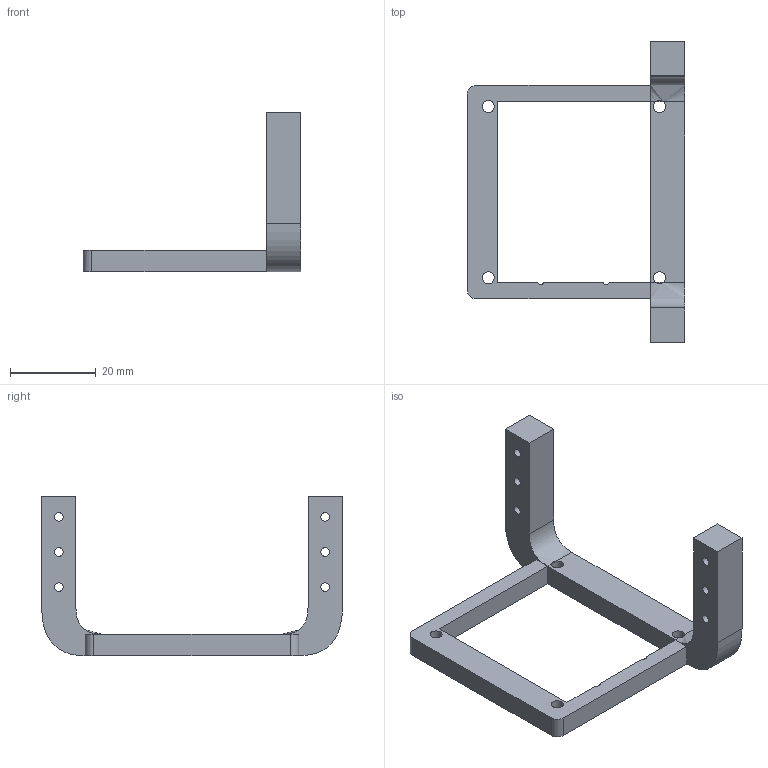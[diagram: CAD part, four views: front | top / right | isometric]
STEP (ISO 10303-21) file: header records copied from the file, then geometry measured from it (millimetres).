
FILE_DESCRIPTION(/* description */ (''),/* implementation_level */ '2;1');
FILE_NAME(/* name */ '30_Cube_LED_Array_v0.ipt.step',/* time_stamp */ '2022-11-29T08:17:24+01:00',/* author */ ('diederichbenedict'),/* organization */ (''),/* preprocessor_version */ 'ST-DEVELOPER v18.1',/* originating_system */ 'Autodesk Inventor 2022',/* authorisation */ '');
FILE_SCHEMA (('AUTOMOTIVE_DESIGN { 1 0 10303 214 3 1 1 }'));
Length unit declared in the file: millimetre
Products named in the file (1): 30_Cube_LED_Array_v0
Bounding box: 50.8 x 70.2 x 37.2 mm (x, y, z)
Volume: 9552.7 mm3; surface area: 6648.6 mm2
Topology: 1 solids, 1 shells, 41 faces, 114 edges, 72 vertices
Faces by surface type: plane 23, cylinder 14, bspline 4
Full cylindrical faces by diameter (mm): 2 x6, 2.8 x4
Entity records: 1412 total; most frequent: CARTESIAN_POINT 269, ORIENTED_EDGE 228, DIRECTION 214, EDGE_CURVE 114, LINE 74, VECTOR 74, VERTEX_POINT 72, AXIS2_PLACEMENT_3D 70
